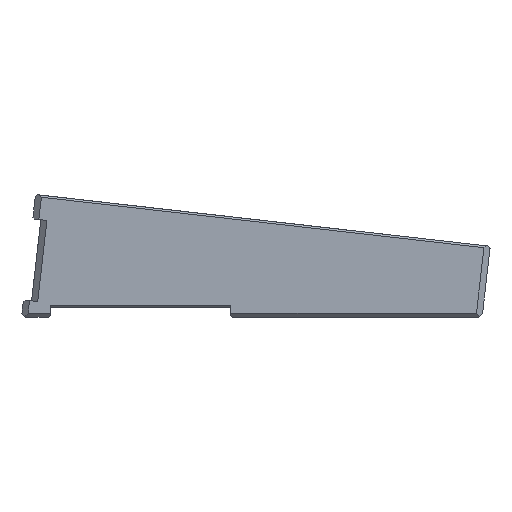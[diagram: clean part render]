
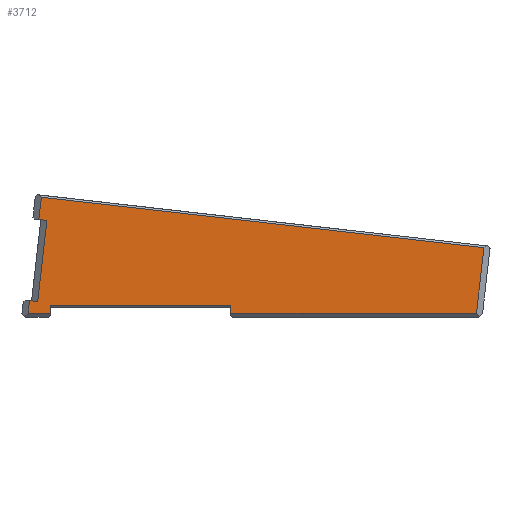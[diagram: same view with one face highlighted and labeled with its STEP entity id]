
A CAD part, left-side view. The second image highlights one B-rep face of the part: STEP entity #3712.
In plain terms, the highlighted planar face has unit normal (-1, 0, 0).
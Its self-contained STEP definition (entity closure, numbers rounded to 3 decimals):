
#143=PLANE('',#4080);
#318=FACE_OUTER_BOUND('',#563,.T.);
#563=EDGE_LOOP('',(#3175,#3176,#3177,#3178,#3179,#3180,#3181,#3182,#3183,
#3184,#3185,#3186));
#806=LINE('',#5401,#1171);
#964=LINE('',#5933,#1329);
#970=LINE('',#5944,#1335);
#979=LINE('',#5964,#1344);
#987=LINE('',#5990,#1352);
#1056=LINE('',#6196,#1421);
#1067=LINE('',#6219,#1432);
#1077=LINE('',#6237,#1442);
#1086=LINE('',#6252,#1451);
#1087=LINE('',#6255,#1452);
#1088=LINE('',#6256,#1453);
#1089=LINE('',#6257,#1454);
#1171=VECTOR('',#4261,10.);
#1329=VECTOR('',#4755,10.);
#1335=VECTOR('',#4763,10.);
#1344=VECTOR('',#4778,10.);
#1352=VECTOR('',#4804,10.);
#1421=VECTOR('',#4985,10.);
#1432=VECTOR('',#5012,10.);
#1442=VECTOR('',#5028,10.);
#1451=VECTOR('',#5043,10.);
#1452=VECTOR('',#5046,10.);
#1453=VECTOR('',#5047,10.);
#1454=VECTOR('',#5048,10.);
#1581=VERTEX_POINT('',#5394);
#1584=VERTEX_POINT('',#5399);
#1756=VERTEX_POINT('',#5931);
#1760=VERTEX_POINT('',#5942);
#1767=VERTEX_POINT('',#5961);
#1768=VERTEX_POINT('',#5963);
#1774=VERTEX_POINT('',#5983);
#1777=VERTEX_POINT('',#5988);
#1858=VERTEX_POINT('',#6195);
#1862=VERTEX_POINT('',#6218);
#1867=VERTEX_POINT('',#6235);
#1871=VERTEX_POINT('',#6254);
#1940=EDGE_CURVE('',#1584,#1581,#806,.T.);
#2191=EDGE_CURVE('',#1584,#1756,#964,.T.);
#2197=EDGE_CURVE('',#1760,#1756,#970,.T.);
#2206=EDGE_CURVE('',#1767,#1768,#979,.T.);
#2218=EDGE_CURVE('',#1777,#1774,#987,.T.);
#2322=EDGE_CURVE('',#1858,#1774,#1056,.T.);
#2334=EDGE_CURVE('',#1858,#1862,#1067,.T.);
#2344=EDGE_CURVE('',#1867,#1760,#1077,.T.);
#2353=EDGE_CURVE('',#1862,#1867,#1086,.T.);
#2354=EDGE_CURVE('',#1777,#1871,#1087,.T.);
#2355=EDGE_CURVE('',#1768,#1871,#1088,.T.);
#2356=EDGE_CURVE('',#1767,#1581,#1089,.T.);
#3175=ORIENTED_EDGE('',*,*,#2191,.T.);
#3176=ORIENTED_EDGE('',*,*,#2197,.F.);
#3177=ORIENTED_EDGE('',*,*,#2344,.F.);
#3178=ORIENTED_EDGE('',*,*,#2353,.F.);
#3179=ORIENTED_EDGE('',*,*,#2334,.F.);
#3180=ORIENTED_EDGE('',*,*,#2322,.T.);
#3181=ORIENTED_EDGE('',*,*,#2218,.F.);
#3182=ORIENTED_EDGE('',*,*,#2354,.T.);
#3183=ORIENTED_EDGE('',*,*,#2355,.F.);
#3184=ORIENTED_EDGE('',*,*,#2206,.F.);
#3185=ORIENTED_EDGE('',*,*,#2356,.T.);
#3186=ORIENTED_EDGE('',*,*,#1940,.F.);
#3712=ADVANCED_FACE('',(#318),#143,.F.);
#4080=AXIS2_PLACEMENT_3D('',#6253,#5044,#5045);
#4261=DIRECTION('',(0.,1.,0.));
#4755=DIRECTION('',(0.,0.,-1.));
#4763=DIRECTION('',(0.,1.,0.));
#4778=DIRECTION('',(0.,1.,0.));
#4804=DIRECTION('',(0.,-0.113,0.994));
#4985=DIRECTION('',(0.,-0.994,-0.113));
#5012=DIRECTION('',(0.,-0.113,0.994));
#5028=DIRECTION('',(0.,0.113,-0.994));
#5043=DIRECTION('',(0.,-0.994,-0.113));
#5044=DIRECTION('center_axis',(1.,0.,0.));
#5045=DIRECTION('ref_axis',(0.,1.,0.));
#5046=DIRECTION('',(0.,0.994,0.113));
#5047=DIRECTION('',(0.,-0.113,0.994));
#5048=DIRECTION('',(0.,0.,1.));
#5394=CARTESIAN_POINT('',(0.,103.05,1.169));
#5399=CARTESIAN_POINT('',(0.,58.805,1.169));
#5401=CARTESIAN_POINT('',(0.,66.738,1.169));
#5931=CARTESIAN_POINT('',(0.,58.805,-0.831));
#5933=CARTESIAN_POINT('',(0.,58.805,6.188));
#5942=CARTESIAN_POINT('',(0.,-1.415,-0.83));
#5944=CARTESIAN_POINT('',(0.,24.869,-0.83));
#5961=CARTESIAN_POINT('',(0.,103.05,-0.831));
#5963=CARTESIAN_POINT('',(0.,108.492,-0.831));
#5964=CARTESIAN_POINT('',(0.,24.869,-0.83));
#5983=CARTESIAN_POINT('',(0.,103.889,21.9));
#5988=CARTESIAN_POINT('',(0.,106.153,2.029));
#5990=CARTESIAN_POINT('',(0.,104.559,16.022));
#6195=CARTESIAN_POINT('',(0.,105.876,22.126));
#6196=CARTESIAN_POINT('',(0.,79.854,19.162));
#6218=CARTESIAN_POINT('',(0.,105.254,27.591));
#6219=CARTESIAN_POINT('',(0.,107.354,9.152));
#6235=CARTESIAN_POINT('',(0.,-3.245,15.231));
#6237=CARTESIAN_POINT('',(0.,-2.971,12.83));
#6252=CARTESIAN_POINT('',(0.,51.56,21.474));
#6253=CARTESIAN_POINT('Origin',(0.,52.549,14.207));
#6254=CARTESIAN_POINT('',(0.,108.14,2.255));
#6255=CARTESIAN_POINT('',(0.,82.118,-0.71));
#6256=CARTESIAN_POINT('',(0.,107.354,9.152));
#6257=CARTESIAN_POINT('',(0.,103.051,6.187));
